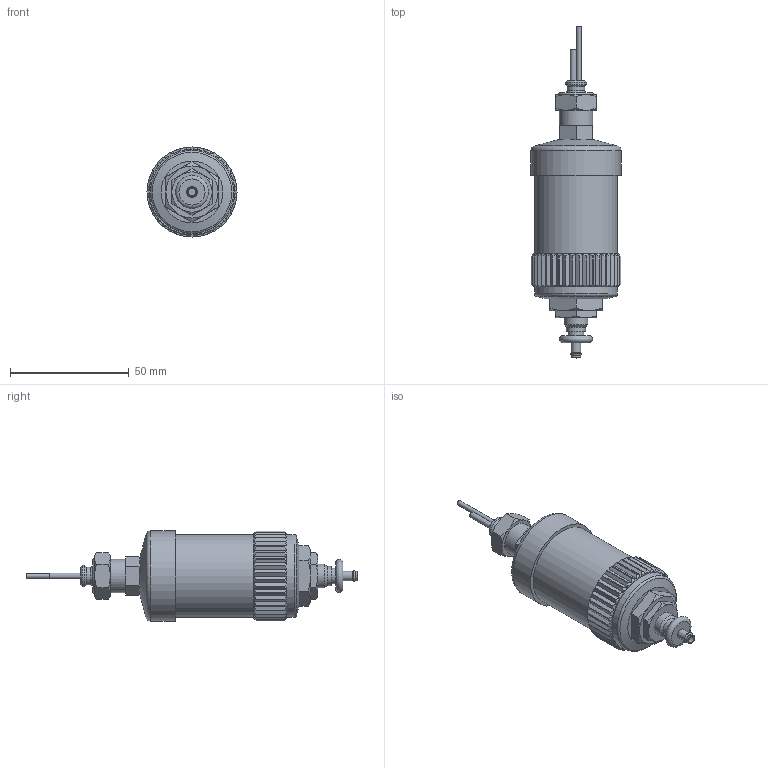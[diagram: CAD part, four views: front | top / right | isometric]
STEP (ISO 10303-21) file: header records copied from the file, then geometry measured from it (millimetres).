
FILE_DESCRIPTION(/* description */ ('STEP AP214'),/* implementation_level */ '2;1');
FILE_NAME(/* name */ '152810_WA-2',/* time_stamp */ '2024-09-18T13:24:56+02:00',/* author */ ('License CC BY-ND 4.0'),/* organization */ ('CADENAS'),/* preprocessor_version */ 'ST-DEVELOPER v19.3',/* originating_system */ 'PARTsolutions',/* authorisation */ ' ');
FILE_SCHEMA (('AUTOMOTIVE_DESIGN {1 0 10303 214 3 1 1}'));
Length unit declared in the file: millimetre
Products named in the file (1): 152810 WA-2---(high)
Bounding box: 38 x 140 x 38 mm (x, y, z)
Volume: 74332.6 mm3; surface area: 13194.2 mm2
Topology: 1 solids, 1 shells, 307 faces, 655 edges, 368 vertices
Faces by surface type: plane 130, cone 111, cylinder 56, torus 10
Full cylindrical faces by diameter (mm): 2 x1, 2.5 x1, 3.2 x1, 4 x2, 4.8 x1, 5 x1, 6.5 x1, 7.5 x1, 8.1 x1, 9 x1, 10 x1, 14 x1, 35 x2, 38 x1
Entity records: 10259 total; most frequent: CARTESIAN_POINT 1940, DIRECTION 1258, ORIENTED_EDGE 1238, EDGE_CURVE 619, AXIS2_PLACEMENT_3D 545, VERTEX_POINT 365, EDGE_LOOP 358, FACE_BOUND 358
